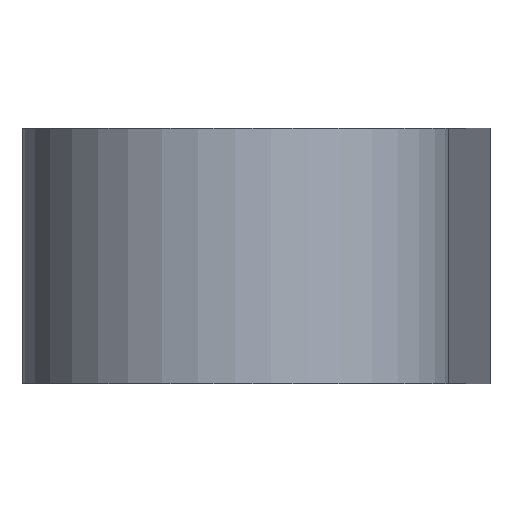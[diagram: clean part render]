
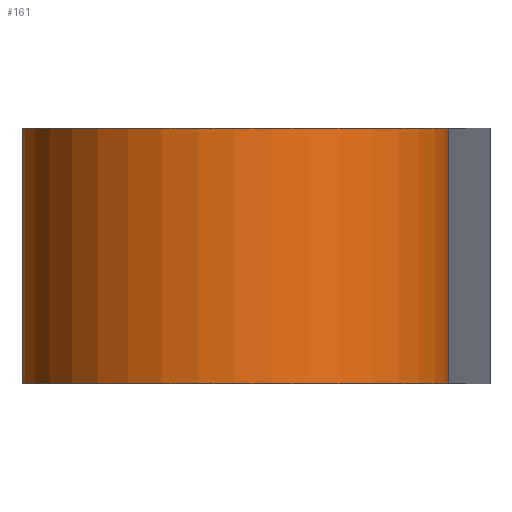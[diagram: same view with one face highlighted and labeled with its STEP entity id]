
A CAD part, front view. The second image highlights one B-rep face of the part: STEP entity #161.
In plain terms, the highlighted cylindrical face has radius 10 mm (diameter 20 mm), a partial arc.
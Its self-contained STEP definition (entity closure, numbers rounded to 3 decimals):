
#2 = CARTESIAN_POINT ( 'NONE',  ( 8.051, -304.064, 0. ) ) ;
#22 = EDGE_CURVE ( 'NONE', #45, #109, #117, .T. ) ;
#26 = AXIS2_PLACEMENT_3D ( 'NONE', #264, #42, #199 ) ;
#42 = DIRECTION ( 'NONE',  ( 0., 0., -1. ) ) ;
#43 = AXIS2_PLACEMENT_3D ( 'NONE', #113, #54, #414 ) ;
#45 = VERTEX_POINT ( 'NONE', #378 ) ;
#54 = DIRECTION ( 'NONE',  ( 0., 0., 1. ) ) ;
#60 = VECTOR ( 'NONE', #342, 1000. ) ;
#76 = VERTEX_POINT ( 'NONE', #97 ) ;
#86 = ORIENTED_EDGE ( 'NONE', *, *, #327, .F. ) ;
#97 = CARTESIAN_POINT ( 'NONE',  ( -11.949, -304., 12. ) ) ;
#109 = VERTEX_POINT ( 'NONE', #2 ) ;
#110 = EDGE_LOOP ( 'NONE', ( #86, #242, #345, #287 ) ) ;
#113 = CARTESIAN_POINT ( 'NONE',  ( -1.949, -304., 0. ) ) ;
#117 = CIRCLE ( 'NONE', #43, 10. ) ;
#131 = CYLINDRICAL_SURFACE ( 'NONE', #26, 10. ) ;
#137 = AXIS2_PLACEMENT_3D ( 'NONE', #266, #166, #253 ) ;
#140 = VERTEX_POINT ( 'NONE', #169 ) ;
#142 = CIRCLE ( 'NONE', #137, 10. ) ;
#158 = DIRECTION ( 'NONE',  ( 0., 0., -1. ) ) ;
#161 = ADVANCED_FACE ( 'NONE', ( #325 ), #131, .T. ) ;
#166 = DIRECTION ( 'NONE',  ( 0., 0., 1. ) ) ;
#169 = CARTESIAN_POINT ( 'NONE',  ( 8.051, -304.064, 12. ) ) ;
#185 = EDGE_CURVE ( 'NONE', #76, #45, #189, .T. ) ;
#189 = LINE ( 'NONE', #234, #257 ) ;
#199 = DIRECTION ( 'NONE',  ( -1., 0., 0. ) ) ;
#234 = CARTESIAN_POINT ( 'NONE',  ( -11.949, -304., 12. ) ) ;
#242 = ORIENTED_EDGE ( 'NONE', *, *, #185, .T. ) ;
#253 = DIRECTION ( 'NONE',  ( 1., 0., 0. ) ) ;
#257 = VECTOR ( 'NONE', #158, 1000. ) ;
#264 = CARTESIAN_POINT ( 'NONE',  ( -1.949, -304., 12. ) ) ;
#266 = CARTESIAN_POINT ( 'NONE',  ( -1.949, -304., 12. ) ) ;
#272 = EDGE_CURVE ( 'NONE', #140, #109, #408, .T. ) ;
#287 = ORIENTED_EDGE ( 'NONE', *, *, #272, .F. ) ;
#325 = FACE_OUTER_BOUND ( 'NONE', #110, .T. ) ;
#327 = EDGE_CURVE ( 'NONE', #76, #140, #142, .T. ) ;
#342 = DIRECTION ( 'NONE',  ( 0., 0., -1. ) ) ;
#345 = ORIENTED_EDGE ( 'NONE', *, *, #22, .T. ) ;
#369 = CARTESIAN_POINT ( 'NONE',  ( 8.051, -304.064, 12. ) ) ;
#378 = CARTESIAN_POINT ( 'NONE',  ( -11.949, -304., 0. ) ) ;
#408 = LINE ( 'NONE', #369, #60 ) ;
#414 = DIRECTION ( 'NONE',  ( 1., 0., 0. ) ) ;
